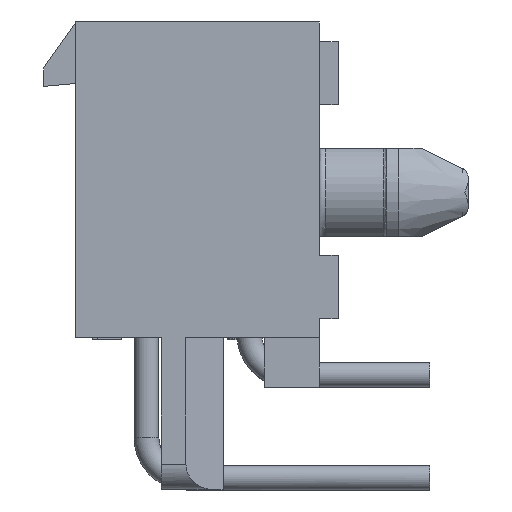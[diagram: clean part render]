
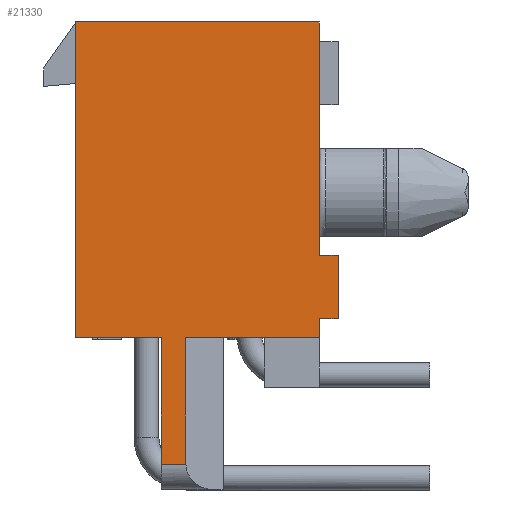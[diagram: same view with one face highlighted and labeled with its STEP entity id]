
A CAD part, left-side view. The second image highlights one B-rep face of the part: STEP entity #21330.
In plain terms, the highlighted planar face has unit normal (-1, 0, 0).
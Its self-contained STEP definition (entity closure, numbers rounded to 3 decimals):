
#146=DIRECTION('',(0.,-1.,0.));
#147=VECTOR('',#146,9.804);
#148=CARTESIAN_POINT('',(-23.559,4.902,0.));
#149=LINE('',#148,#147);
#598=DIRECTION('',(0.,-1.,0.));
#599=VECTOR('',#598,0.991);
#600=CARTESIAN_POINT('',(-23.559,1.461,-17.805));
#601=LINE('',#600,#599);
#602=DIRECTION('',(0.,0.,1.));
#603=VECTOR('',#602,5.105);
#604=CARTESIAN_POINT('',(-23.559,1.461,-17.805));
#605=LINE('',#604,#603);
#606=DIRECTION('',(0.,0.,-1.));
#607=VECTOR('',#606,12.7);
#608=CARTESIAN_POINT('',(-23.559,4.902,0.));
#609=LINE('',#608,#607);
#610=DIRECTION('',(0.,0.,-1.));
#611=VECTOR('',#610,9.398);
#612=CARTESIAN_POINT('',(-23.559,-4.902,0.));
#613=LINE('',#612,#611);
#614=DIRECTION('',(0.,-1.,0.));
#615=VECTOR('',#614,0.762);
#616=CARTESIAN_POINT('',(-23.559,-4.902,-9.398));
#617=LINE('',#616,#615);
#618=DIRECTION('',(0.,0.,-1.));
#619=VECTOR('',#618,0.762);
#620=CARTESIAN_POINT('',(-23.559,-4.902,-11.938));
#621=LINE('',#620,#619);
#622=DIRECTION('',(0.,0.,1.));
#623=VECTOR('',#622,5.105);
#624=CARTESIAN_POINT('',(-23.559,0.47,-17.805));
#625=LINE('',#624,#623);
#626=CARTESIAN_POINT('',(-23.559,0.47,-17.805));
#657=DIRECTION('',(0.,-1.,0.));
#658=VECTOR('',#657,3.442);
#659=CARTESIAN_POINT('',(-23.559,4.902,-12.7));
#660=LINE('',#659,#658);
#677=DIRECTION('',(0.,-1.,0.));
#678=VECTOR('',#677,5.372);
#679=CARTESIAN_POINT('',(-23.559,0.47,-12.7));
#680=LINE('',#679,#678);
#6346=DIRECTION('',(0.,-1.,0.));
#6347=VECTOR('',#6346,0.762);
#6348=CARTESIAN_POINT('',(-23.559,-4.902,-11.938));
#6349=LINE('',#6348,#6347);
#6354=DIRECTION('',(0.,0.,-1.));
#6355=VECTOR('',#6354,2.54);
#6356=CARTESIAN_POINT('',(-23.559,-5.664,-9.398));
#6357=LINE('',#6356,#6355);
#19254=CARTESIAN_POINT('',(-23.559,4.902,0.));
#19255=CARTESIAN_POINT('',(-23.559,-4.902,0.));
#19256=VERTEX_POINT('',#19254);
#19257=VERTEX_POINT('',#19255);
#19263=CARTESIAN_POINT('',(-23.559,4.902,-12.7));
#19265=VERTEX_POINT('',#19263);
#19266=CARTESIAN_POINT('',(-23.559,1.461,-12.7));
#19268=VERTEX_POINT('',#19266);
#19270=CARTESIAN_POINT('',(-23.559,-4.902,-12.7));
#19272=VERTEX_POINT('',#19270);
#19294=CARTESIAN_POINT('',(-23.559,0.47,-12.7));
#19295=VERTEX_POINT('',#19294);
#19304=CARTESIAN_POINT('',(-23.559,-5.664,-11.938));
#19306=VERTEX_POINT('',#19304);
#19310=CARTESIAN_POINT('',(-23.559,-5.664,-9.398));
#19311=VERTEX_POINT('',#19310);
#19336=CARTESIAN_POINT('',(-23.559,-4.902,-11.938));
#19338=VERTEX_POINT('',#19336);
#19342=CARTESIAN_POINT('',(-23.559,-4.902,-9.398));
#19343=VERTEX_POINT('',#19342);
#20122=VERTEX_POINT('',#626);
#20126=CARTESIAN_POINT('',(-23.559,1.461,-17.805));
#20127=VERTEX_POINT('',#20126);
#21301=CARTESIAN_POINT('',(-23.559,4.902,0.));
#21302=DIRECTION('',(-1.,0.,0.));
#21303=DIRECTION('',(0.,-1.,0.));
#21304=AXIS2_PLACEMENT_3D('',#21301,#21302,#21303);
#21305=PLANE('',#21304);
#21307=ORIENTED_EDGE('',*,*,#21306,.F.);
#21309=ORIENTED_EDGE('',*,*,#21308,.T.);
#21311=ORIENTED_EDGE('',*,*,#21310,.F.);
#21312=ORIENTED_EDGE('',*,*,#21223,.F.);
#21313=ORIENTED_EDGE('',*,*,#20962,.T.);
#21315=ORIENTED_EDGE('',*,*,#21314,.T.);
#21317=ORIENTED_EDGE('',*,*,#21316,.T.);
#21319=ORIENTED_EDGE('',*,*,#21318,.T.);
#21321=ORIENTED_EDGE('',*,*,#21320,.F.);
#21323=ORIENTED_EDGE('',*,*,#21322,.T.);
#21325=ORIENTED_EDGE('',*,*,#21324,.F.);
#21327=ORIENTED_EDGE('',*,*,#21326,.F.);
#21328=EDGE_LOOP('',(#21307,#21309,#21311,#21312,#21313,#21315,#21317,#21319,
#21321,#21323,#21325,#21327));
#21329=FACE_OUTER_BOUND('',#21328,.F.);
#20962=EDGE_CURVE('',#19256,#19257,#149,.T.);
#21223=EDGE_CURVE('',#19256,#19265,#609,.T.);
#21306=EDGE_CURVE('',#20127,#20122,#601,.T.);
#21308=EDGE_CURVE('',#20127,#19268,#605,.T.);
#21310=EDGE_CURVE('',#19265,#19268,#660,.T.);
#21314=EDGE_CURVE('',#19257,#19343,#613,.T.);
#21316=EDGE_CURVE('',#19343,#19311,#617,.T.);
#21318=EDGE_CURVE('',#19311,#19306,#6357,.T.);
#21320=EDGE_CURVE('',#19338,#19306,#6349,.T.);
#21322=EDGE_CURVE('',#19338,#19272,#621,.T.);
#21324=EDGE_CURVE('',#19295,#19272,#680,.T.);
#21326=EDGE_CURVE('',#20122,#19295,#625,.T.);
#21330=ADVANCED_FACE('',(#21329),#21305,.T.);
